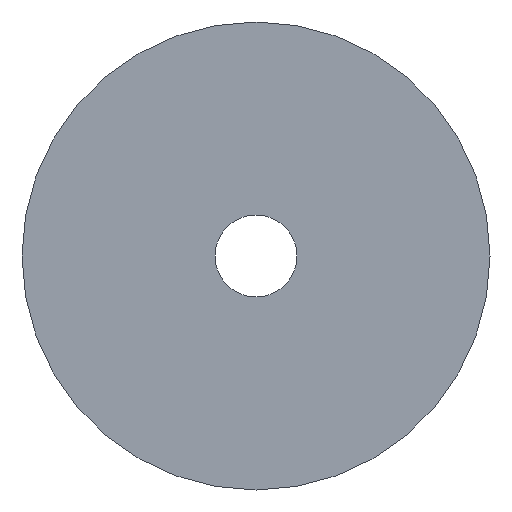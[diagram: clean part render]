
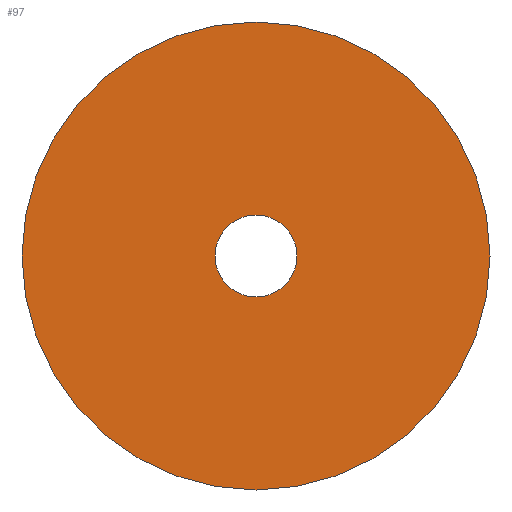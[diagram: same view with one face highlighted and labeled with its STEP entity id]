
A CAD part, front view. The second image highlights one B-rep face of the part: STEP entity #97.
In plain terms, the highlighted planar face has unit normal (0, -1, 0).
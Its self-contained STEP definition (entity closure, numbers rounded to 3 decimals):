
#18=FACE_BOUND('',#34,.T.);
#20=PLANE('',#133);
#26=FACE_OUTER_BOUND('',#33,.T.);
#33=EDGE_LOOP('',(#88));
#34=EDGE_LOOP('',(#89));
#46=CIRCLE('',#127,5.25);
#49=CIRCLE('',#132,30.);
#53=VERTEX_POINT('',#177);
#56=VERTEX_POINT('',#187);
#62=EDGE_CURVE('',#53,#53,#46,.T.);
#67=EDGE_CURVE('',#56,#56,#49,.T.);
#88=ORIENTED_EDGE('',*,*,#67,.F.);
#89=ORIENTED_EDGE('',*,*,#62,.F.);
#97=ADVANCED_FACE('',(#26,#18),#20,.F.);
#127=AXIS2_PLACEMENT_3D('',#179,#150,#151);
#132=AXIS2_PLACEMENT_3D('',#189,#162,#163);
#133=AXIS2_PLACEMENT_3D('',#190,#164,#165);
#150=DIRECTION('center_axis',(0.,-1.,0.));
#151=DIRECTION('ref_axis',(1.,0.,0.));
#162=DIRECTION('center_axis',(0.,1.,0.));
#163=DIRECTION('ref_axis',(-1.,0.,0.));
#164=DIRECTION('center_axis',(0.,1.,0.));
#165=DIRECTION('ref_axis',(0.,0.,1.));
#177=CARTESIAN_POINT('',(-5.25,0.,0.));
#179=CARTESIAN_POINT('Origin',(0.,0.,0.));
#187=CARTESIAN_POINT('',(30.,0.,0.));
#189=CARTESIAN_POINT('Origin',(0.,0.,0.));
#190=CARTESIAN_POINT('Origin',(0.,0.,0.));
